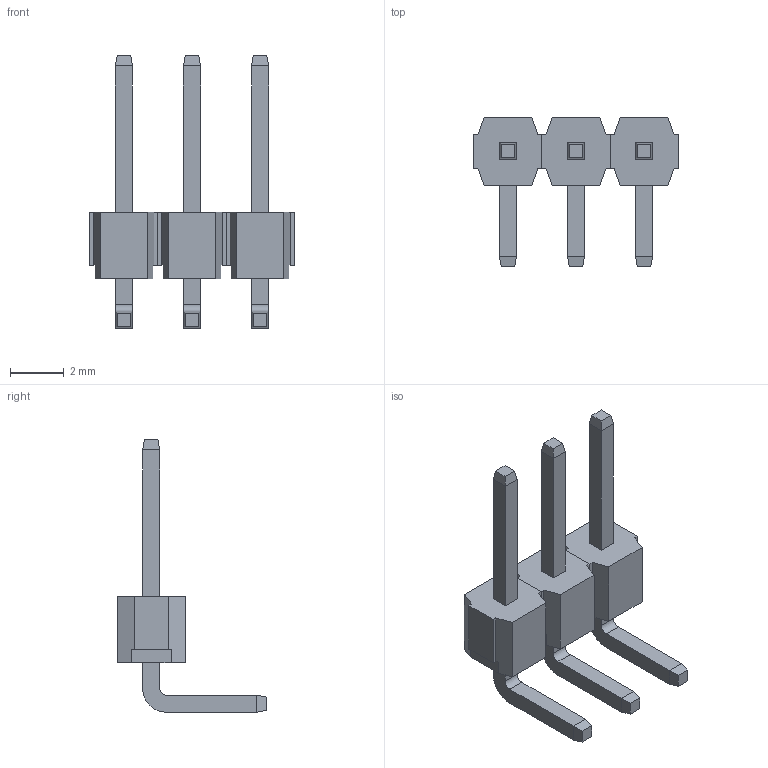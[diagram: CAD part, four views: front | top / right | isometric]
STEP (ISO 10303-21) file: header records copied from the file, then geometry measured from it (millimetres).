
FILE_DESCRIPTION (( 'STEP AP214' ), '1' );
FILE_NAME ('PRPC003SBAN-M71RC.STEP', '2024-12-18T21:01:26', ( '' ), ( '' ), 'SwSTEP 2.0', 'SolidWorks 2021', '' );
FILE_SCHEMA (( 'AUTOMOTIVE_DESIGN' ));
Length unit declared in the file: millimetre
Products named in the file (3): Pin - Gold_BA; PRPC003SBAN-M71RC; PREC005SBAN-M71RC_C003
Assembly tree (4 placements, depth 2):
  PRPC003SBAN-M71RC
    PREC005SBAN-M71RC_C003
    Pin - Gold_BA  x3
Bounding box: 7.62 x 5.59 x 10.17 mm (x, y, z)
Volume: 56 mm3; surface area: 227.5 mm2
Topology: 6 solids, 6 shells, 120 faces, 300 edges, 192 vertices
Faces by surface type: plane 114, cylinder 6
Entity records: 2680 total; most frequent: CARTESIAN_POINT 455, ORIENTED_EDGE 440, DIRECTION 406, EDGE_CURVE 220, VECTOR 216, LINE 216, VERTEX_POINT 144, AXIS2_PLACEMENT_3D 95
